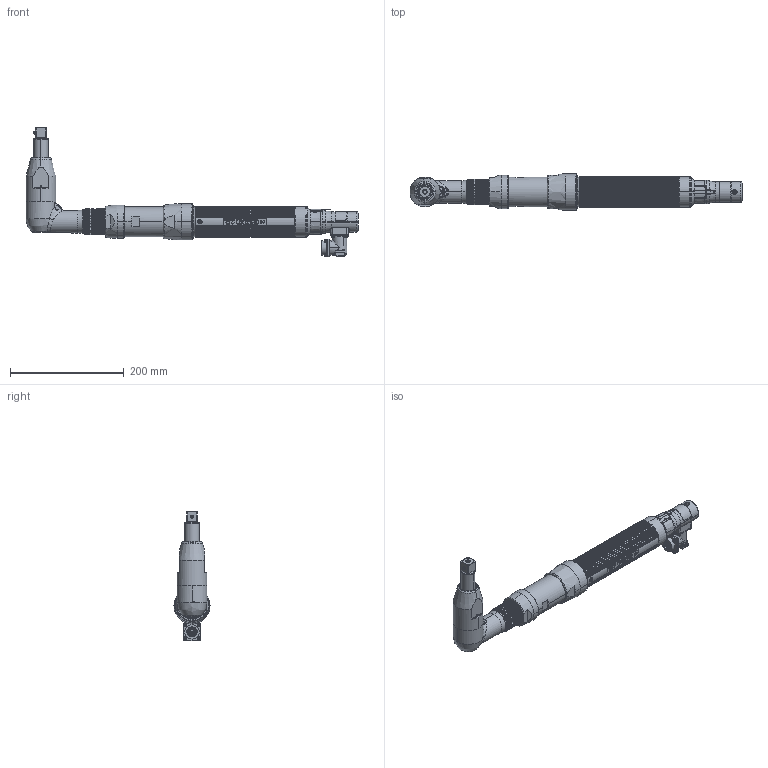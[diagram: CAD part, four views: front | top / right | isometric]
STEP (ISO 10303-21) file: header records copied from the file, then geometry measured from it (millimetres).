
FILE_DESCRIPTION((''),'2;1');
FILE_NAME('EB55MA26F1-160_1','2015-11-20T',('CEG0317'),(''),'PRO/ENGINEER BY PARAMETRIC TECHNOLOGY CORPORATION, 2010430','PRO/ENGINEER BY PARAMETRIC TECHNOLOGY CORPORATION, 2010430','');
FILE_SCHEMA(('CONFIG_CONTROL_DESIGN'));
Length unit declared in the file: inch
Products named in the file (1): EB55MA26F1-160_1
Bounding box: 582.94 x 63.44 x 227.06 mm (x, y, z)
Surface area: 152176.7 mm2 (no closed solid volume)
Topology: 0 solids, 154 shells, 1225 faces, 5713 edges, 4501 vertices
Faces by surface type: cylinder 507, plane 382, bspline 129, torus 112, cone 93, extrusion 2
Entity records: 70494 total; most frequent: CARTESIAN_POINT 27466, DIRECTION 8194, ORIENTED_EDGE 8089, EDGE_CURVE 5713, VERTEX_POINT 4501, VECTOR 2970, LINE 2968, AXIS2_PLACEMENT_3D 2612
